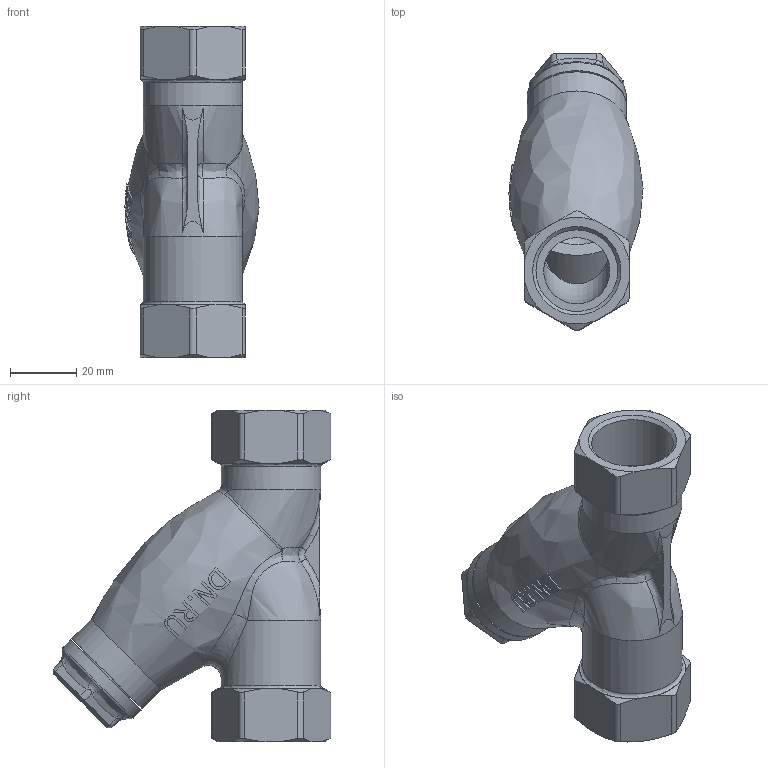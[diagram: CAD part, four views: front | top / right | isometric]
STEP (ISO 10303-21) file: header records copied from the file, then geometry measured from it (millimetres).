
FILE_DESCRIPTION(/* description */ (''),/* implementation_level */ '2;1');
FILE_NAME(/* name */ 'DN20_3D_STEP.stp',/* time_stamp */ '2025-07-24T16:24:53+03:00',/* author */ ('igorr'),/* organization */ (''),/* preprocessor_version */ 'ST-DEVELOPER v20',/* originating_system */ 'Autodesk Inventor 2025',/* authorisation */ '');
FILE_SCHEMA (('AUTOMOTIVE_DESIGN { 1 0 10303 214 3 1 1 }'));
Length unit declared in the file: millimetre
Products named in the file (1): Деталь
Bounding box: 40.45 x 83.76 x 100 mm (x, y, z)
Volume: 85167 mm3; surface area: 28916.4 mm2
Topology: 2 solids, 2 shells, 232 faces, 599 edges, 380 vertices
Faces by surface type: plane 86, bspline 72, cylinder 34, cone 32, torus 8
Full cylindrical faces by diameter (mm): 20 x4, 24.66 x2, 30 x4
Entity records: 9686 total; most frequent: CARTESIAN_POINT 4496, ORIENTED_EDGE 1194, DIRECTION 765, EDGE_CURVE 597, VERTEX_POINT 380, AXIS2_PLACEMENT_3D 297, EDGE_LOOP 245, B_SPLINE_CURVE_WITH_KNOTS 241
